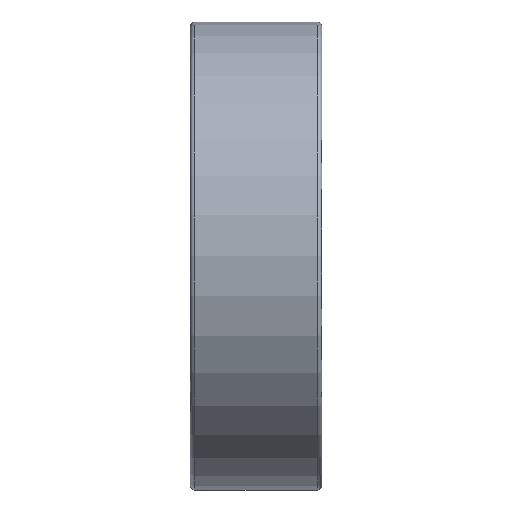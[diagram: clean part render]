
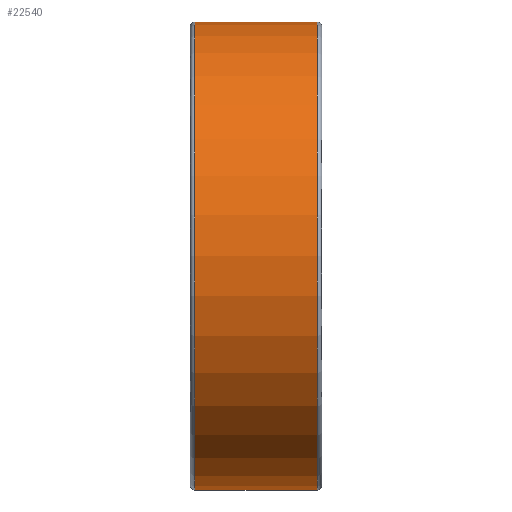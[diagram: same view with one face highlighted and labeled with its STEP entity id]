
A CAD part, top view. The second image highlights one B-rep face of the part: STEP entity #22540.
In plain terms, the highlighted cylindrical face has radius 16 mm (diameter 32 mm), a partial arc.
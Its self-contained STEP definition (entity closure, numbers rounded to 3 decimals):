
#12343=DIRECTION('',(-1.,0.,0.));
#12344=VECTOR('',#12343,8.4);
#12345=CARTESIAN_POINT('',(4.2,16.,0.));
#12346=LINE('',#12345,#12344);
#12350=DIRECTION('',(-1.,0.,0.));
#12351=VECTOR('',#12350,8.4);
#12352=CARTESIAN_POINT('',(4.2,-16.,0.));
#12353=LINE('',#12352,#12351);
#12365=CARTESIAN_POINT('',(4.2,0.,0.));
#12366=DIRECTION('',(1.,0.,0.));
#12367=DIRECTION('',(0.,1.,0.));
#12368=AXIS2_PLACEMENT_3D('',#12365,#12366,#12367);
#12373=CARTESIAN_POINT('',(-4.2,0.,0.));
#12374=DIRECTION('',(1.,0.,0.));
#12375=DIRECTION('',(0.,1.,0.));
#12376=AXIS2_PLACEMENT_3D('',#12373,#12374,#12375);
#19470=CARTESIAN_POINT('',(4.2,16.,0.));
#19471=CARTESIAN_POINT('',(-4.2,16.,0.));
#19472=VERTEX_POINT('',#19470);
#19473=VERTEX_POINT('',#19471);
#19482=CARTESIAN_POINT('',(4.2,-16.,0.));
#19483=CARTESIAN_POINT('',(-4.2,-16.,0.));
#19484=VERTEX_POINT('',#19482);
#19485=VERTEX_POINT('',#19483);
#22528=CARTESIAN_POINT('',(-4.95,0.,0.));
#22529=DIRECTION('',(1.,0.,0.));
#22530=DIRECTION('',(0.,-1.,0.));
#22531=AXIS2_PLACEMENT_3D('',#22528,#22529,#22530);
#22532=CYLINDRICAL_SURFACE('',#22531,16.);
#22533=ORIENTED_EDGE('',*,*,#22518,.F.);
#22534=ORIENTED_EDGE('',*,*,#22495,.T.);
#22535=ORIENTED_EDGE('',*,*,#22522,.T.);
#22537=ORIENTED_EDGE('',*,*,#22536,.F.);
#22538=EDGE_LOOP('',(#22533,#22534,#22535,#22537));
#22539=FACE_OUTER_BOUND('',#22538,.F.);
#12369=CIRCLE('',#12368,16.);
#12377=CIRCLE('',#12376,16.);
#22495=EDGE_CURVE('',#19472,#19484,#12369,.T.);
#22518=EDGE_CURVE('',#19472,#19473,#12346,.T.);
#22522=EDGE_CURVE('',#19484,#19485,#12353,.T.);
#22536=EDGE_CURVE('',#19473,#19485,#12377,.T.);
#22540=ADVANCED_FACE('',(#22539),#22532,.T.);
